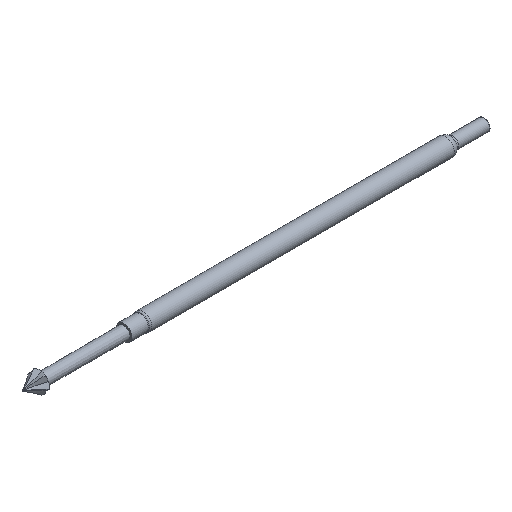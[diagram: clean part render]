
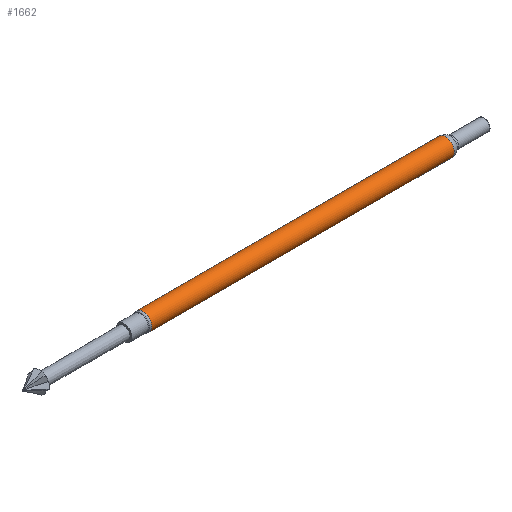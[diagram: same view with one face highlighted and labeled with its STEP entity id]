
A CAD part, isometric view. The second image highlights one B-rep face of the part: STEP entity #1662.
In plain terms, the highlighted cylindrical face has radius 0.683 mm (diameter 1.367 mm), a full revolution.
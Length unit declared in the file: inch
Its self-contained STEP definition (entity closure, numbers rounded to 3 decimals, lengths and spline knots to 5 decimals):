
#130 = CARTESIAN_POINT ( 'NONE',  ( 0.05807, 0., -0.0269 ) ) ;
#230 = DIRECTION ( 'NONE',  ( 0., 0., 1. ) ) ;
#310 = AXIS2_PLACEMENT_3D ( 'NONE', #2465, #1897, #2770 ) ;
#691 = CARTESIAN_POINT ( 'NONE',  ( 0.98, 0., 0.0269 ) ) ;
#994 = VERTEX_POINT ( 'NONE', #691 ) ;
#1170 = ORIENTED_EDGE ( 'NONE', *, *, #1618, .T. ) ;
#1301 = EDGE_LOOP ( 'NONE', ( #1170 ) ) ;
#1523 = EDGE_LOOP ( 'NONE', ( #1899 ) ) ;
#1618 = EDGE_CURVE ( 'NONE', #1692, #1692, #1976, .T. ) ;
#1652 = FACE_OUTER_BOUND ( 'NONE', #1523, .T. ) ;
#1656 = DIRECTION ( 'NONE',  ( -1., 0., 0. ) ) ;
#1662 = ADVANCED_FACE ( 'NONE', ( #1652, #3263 ), #2797, .T. ) ;
#1692 = VERTEX_POINT ( 'NONE', #130 ) ;
#1788 = AXIS2_PLACEMENT_3D ( 'NONE', #3421, #3381, #230 ) ;
#1897 = DIRECTION ( 'NONE',  ( 1., 0., 0. ) ) ;
#1899 = ORIENTED_EDGE ( 'NONE', *, *, #3221, .T. ) ;
#1976 = CIRCLE ( 'NONE', #310, 0.0269 ) ;
#2465 = CARTESIAN_POINT ( 'NONE',  ( 0.05807, 0., 0. ) ) ;
#2770 = DIRECTION ( 'NONE',  ( 0., 0., -1. ) ) ;
#2797 = CYLINDRICAL_SURFACE ( 'NONE', #3699, 0.0269 ) ;
#3221 = EDGE_CURVE ( 'NONE', #994, #994, #3388, .T. ) ;
#3263 = FACE_OUTER_BOUND ( 'NONE', #1301, .T. ) ;
#3322 = DIRECTION ( 'NONE',  ( 0., 0., 1. ) ) ;
#3345 = CARTESIAN_POINT ( 'NONE',  ( 0., 0., 0. ) ) ;
#3381 = DIRECTION ( 'NONE',  ( -1., 0., 0. ) ) ;
#3388 = CIRCLE ( 'NONE', #1788, 0.0269 ) ;
#3421 = CARTESIAN_POINT ( 'NONE',  ( 0.98, 0., 0. ) ) ;
#3699 = AXIS2_PLACEMENT_3D ( 'NONE', #3345, #1656, #3322 ) ;
